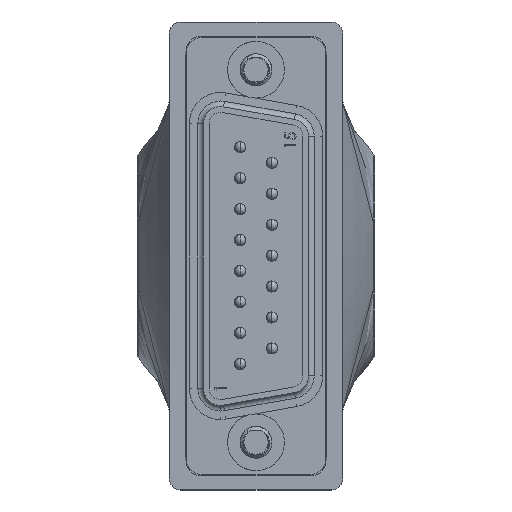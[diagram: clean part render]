
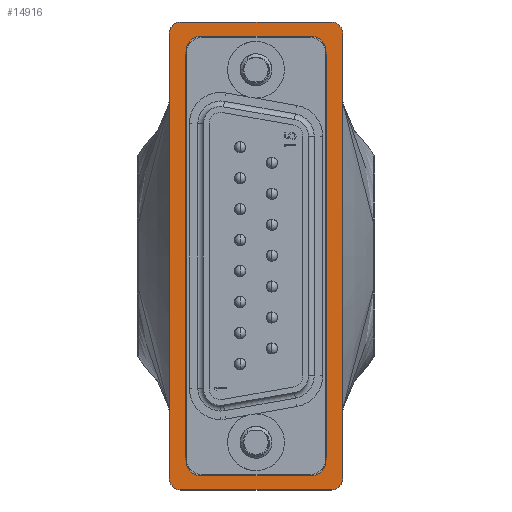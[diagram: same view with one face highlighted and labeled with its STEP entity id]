
A CAD part, left-side view. The second image highlights one B-rep face of the part: STEP entity #14916.
In plain terms, the highlighted face is planar.
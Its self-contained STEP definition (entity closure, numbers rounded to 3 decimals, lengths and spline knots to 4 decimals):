
#352 = LINE ( 'NONE', #428, #427 ) ;
#373 = CARTESIAN_POINT ( 'NONE',  ( 0.774, 0.195, 0. ) ) ;
#374 = LINE ( 'NONE', #373, #455 ) ;
#401 = DIRECTION ( 'NONE',  ( -1., 0., 0. ) ) ;
#402 = DIRECTION ( 'NONE',  ( 0., 0., 1. ) ) ;
#413 = CARTESIAN_POINT ( 'NONE',  ( 0.724, 0.195, 0. ) ) ;
#415 = AXIS2_PLACEMENT_3D ( 'NONE', #413, #402, #401 ) ;
#416 = FACE_BOUND ( 'NONE', #12949, .T. ) ;
#425 = CIRCLE ( 'NONE', #415, 0.05 ) ;
#426 = DIRECTION ( 'NONE',  ( -1., 0., 0. ) ) ;
#427 = VECTOR ( 'NONE', #426, 39.3701 ) ;
#428 = CARTESIAN_POINT ( 'NONE',  ( -0.724, 0.245, 0. ) ) ;
#441 = DIRECTION ( 'NONE',  ( -1., 0., 0. ) ) ;
#442 = DIRECTION ( 'NONE',  ( 0., 0., -1. ) ) ;
#443 = CARTESIAN_POINT ( 'NONE',  ( -0.824, 0.305, 0. ) ) ;
#450 = AXIS2_PLACEMENT_3D ( 'NONE', #443, #442, #441 ) ;
#454 = DIRECTION ( 'NONE',  ( 0., 1., 0. ) ) ;
#455 = VECTOR ( 'NONE', #454, 39.3701 ) ;
#457 = CARTESIAN_POINT ( 'NONE',  ( 0.724, -0.245, 0. ) ) ;
#458 = CARTESIAN_POINT ( 'NONE',  ( 0.774, 0.195, 0. ) ) ;
#460 = FACE_OUTER_BOUND ( 'NONE', #14659, .T. ) ;
#461 = PLANE ( 'NONE',  #450 ) ;
#499 = DIRECTION ( 'NONE',  ( -1., 0., 0. ) ) ;
#500 = DIRECTION ( 'NONE',  ( 0., 0., 1. ) ) ;
#501 = CARTESIAN_POINT ( 'NONE',  ( -0.724, -0.195, 0. ) ) ;
#504 = DIRECTION ( 'NONE',  ( 1., 0., 0. ) ) ;
#505 = CARTESIAN_POINT ( 'NONE',  ( -0.724, -0.245, 0. ) ) ;
#512 = AXIS2_PLACEMENT_3D ( 'NONE', #501, #500, #499 ) ;
#514 = LINE ( 'NONE', #505, #559 ) ;
#523 = CIRCLE ( 'NONE', #512, 0.05 ) ;
#550 = CARTESIAN_POINT ( 'NONE',  ( -0.724, -0.245, 0. ) ) ;
#555 = CARTESIAN_POINT ( 'NONE',  ( 0.784, 0.305, 0. ) ) ;
#556 = AXIS2_PLACEMENT_3D ( 'NONE', #581, #580, #579 ) ;
#557 = CARTESIAN_POINT ( 'NONE',  ( 0.824, -0.265, 0. ) ) ;
#559 = VECTOR ( 'NONE', #504, 39.3701 ) ;
#579 = DIRECTION ( 'NONE',  ( -1., 0., 0. ) ) ;
#580 = DIRECTION ( 'NONE',  ( 0., 0., 1. ) ) ;
#581 = CARTESIAN_POINT ( 'NONE',  ( 0.724, -0.195, 0. ) ) ;
#591 = CIRCLE ( 'NONE', #556, 0.05 ) ;
#708 = CARTESIAN_POINT ( 'NONE',  ( -0.724, 0.195, 0. ) ) ;
#713 = CIRCLE ( 'NONE', #769, 0.05 ) ;
#729 = DIRECTION ( 'NONE',  ( 0., 0., 1. ) ) ;
#768 = DIRECTION ( 'NONE',  ( 1., 0., 0. ) ) ;
#769 = AXIS2_PLACEMENT_3D ( 'NONE', #708, #729, #768 ) ;
#776 = CARTESIAN_POINT ( 'NONE',  ( 0.784, -0.265, 0. ) ) ;
#803 = CIRCLE ( 'NONE', #816, 0.04 ) ;
#813 = DIRECTION ( 'NONE',  ( -1., 0., 0. ) ) ;
#816 = AXIS2_PLACEMENT_3D ( 'NONE', #776, #831, #813 ) ;
#831 = DIRECTION ( 'NONE',  ( 0., 0., 1. ) ) ;
#972 = DIRECTION ( 'NONE',  ( -1., 0., 0. ) ) ;
#973 = DIRECTION ( 'NONE',  ( 0., 0., 1. ) ) ;
#974 = CARTESIAN_POINT ( 'NONE',  ( -0.784, -0.265, 0. ) ) ;
#975 = AXIS2_PLACEMENT_3D ( 'NONE', #974, #973, #972 ) ;
#976 = CIRCLE ( 'NONE', #975, 0.04 ) ;
#1012 = DIRECTION ( 'NONE',  ( 0., -1., 0. ) ) ;
#1013 = VECTOR ( 'NONE', #1012, 39.3701 ) ;
#1014 = CARTESIAN_POINT ( 'NONE',  ( -0.774, 0.195, 0. ) ) ;
#1016 = LINE ( 'NONE', #1014, #1013 ) ;
#1035 = CARTESIAN_POINT ( 'NONE',  ( -0.774, 0.195, 0. ) ) ;
#1040 = CARTESIAN_POINT ( 'NONE',  ( -0.774, -0.195, 0. ) ) ;
#1097 = DIRECTION ( 'NONE',  ( -1., 0., 0. ) ) ;
#1098 = DIRECTION ( 'NONE',  ( 0., 0., 1. ) ) ;
#1099 = CARTESIAN_POINT ( 'NONE',  ( -0.784, 0.265, 0. ) ) ;
#1100 = CARTESIAN_POINT ( 'NONE',  ( 0.784, 0.265, 0. ) ) ;
#1101 = CIRCLE ( 'NONE', #1160, 0.04 ) ;
#1102 = DIRECTION ( 'NONE',  ( 1., 0., 0. ) ) ;
#1103 = VECTOR ( 'NONE', #1102, 39.3701 ) ;
#1104 = CARTESIAN_POINT ( 'NONE',  ( -0.824, 0.305, 0. ) ) ;
#1105 = CIRCLE ( 'NONE', #1107, 0.04 ) ;
#1106 = LINE ( 'NONE', #1104, #1103 ) ;
#1107 = AXIS2_PLACEMENT_3D ( 'NONE', #1099, #1098, #1097 ) ;
#1158 = DIRECTION ( 'NONE',  ( -1., 0., 0. ) ) ;
#1159 = DIRECTION ( 'NONE',  ( 0., 0., 1. ) ) ;
#1160 = AXIS2_PLACEMENT_3D ( 'NONE', #1100, #1159, #1158 ) ;
#1211 = DIRECTION ( 'NONE',  ( 0., -1., 0. ) ) ;
#1212 = VECTOR ( 'NONE', #1211, 39.3701 ) ;
#1235 = CARTESIAN_POINT ( 'NONE',  ( 0.824, 0.305, 0. ) ) ;
#1236 = LINE ( 'NONE', #1235, #1212 ) ;
#12275 = ORIENTED_EDGE ( 'NONE', *, *, #15050, .F. ) ;
#12838 = VERTEX_POINT ( 'NONE', #22496 ) ;
#12894 = VERTEX_POINT ( 'NONE', #32748 ) ;
#12908 = VERTEX_POINT ( 'NONE', #32770 ) ;
#12949 = EDGE_LOOP ( 'NONE', ( #15060, #14280, #14300, #14944, #14915, #14451, #12275, #14639 ) ) ;
#12996 = VERTEX_POINT ( 'NONE', #32868 ) ;
#13916 = EDGE_CURVE ( 'NONE', #12908, #12894, #30725, .T. ) ;
#14041 = VERTEX_POINT ( 'NONE', #31041 ) ;
#14042 = VERTEX_POINT ( 'NONE', #31040 ) ;
#14051 = EDGE_CURVE ( 'NONE', #14042, #14287, #31113, .T. ) ;
#14280 = ORIENTED_EDGE ( 'NONE', *, *, #14891, .F. ) ;
#14287 = VERTEX_POINT ( 'NONE', #31535 ) ;
#14300 = ORIENTED_EDGE ( 'NONE', *, *, #14897, .F. ) ;
#14308 = VERTEX_POINT ( 'NONE', #31585 ) ;
#14451 = ORIENTED_EDGE ( 'NONE', *, *, #14940, .F. ) ;
#14456 = ORIENTED_EDGE ( 'NONE', *, *, #15129, .F. ) ;
#14466 = VERTEX_POINT ( 'NONE', #31575 ) ;
#14587 = ORIENTED_EDGE ( 'NONE', *, *, #14051, .T. ) ;
#14632 = ORIENTED_EDGE ( 'NONE', *, *, #15091, .T. ) ;
#14639 = ORIENTED_EDGE ( 'NONE', *, *, #14983, .F. ) ;
#14659 = EDGE_LOOP ( 'NONE', ( #14587, #15034, #15033, #15109, #14456, #15096, #14984, #14632 ) ) ;
#14882 = EDGE_CURVE ( 'NONE', #12996, #14041, #352, .T. ) ;
#14891 = EDGE_CURVE ( 'NONE', #14898, #12996, #425, .T. ) ;
#14897 = EDGE_CURVE ( 'NONE', #12838, #14898, #374, .T. ) ;
#14898 = VERTEX_POINT ( 'NONE', #458 ) ;
#14899 = VERTEX_POINT ( 'NONE', #457 ) ;
#14915 = ORIENTED_EDGE ( 'NONE', *, *, #14945, .F. ) ;
#14916 = ADVANCED_FACE ( 'NONE', ( #416, #460 ), #461, .F. ) ;
#14940 = EDGE_CURVE ( 'NONE', #15070, #14964, #523, .T. ) ;
#14944 = ORIENTED_EDGE ( 'NONE', *, *, #14965, .F. ) ;
#14945 = EDGE_CURVE ( 'NONE', #14964, #14899, #514, .T. ) ;
#14956 = VERTEX_POINT ( 'NONE', #557 ) ;
#14958 = VERTEX_POINT ( 'NONE', #555 ) ;
#14964 = VERTEX_POINT ( 'NONE', #550 ) ;
#14965 = EDGE_CURVE ( 'NONE', #14899, #12838, #591, .T. ) ;
#14983 = EDGE_CURVE ( 'NONE', #14041, #15038, #713, .T. ) ;
#14984 = ORIENTED_EDGE ( 'NONE', *, *, #15088, .F. ) ;
#15016 = EDGE_CURVE ( 'NONE', #12894, #14956, #803, .T. ) ;
#15033 = ORIENTED_EDGE ( 'NONE', *, *, #13916, .T. ) ;
#15034 = ORIENTED_EDGE ( 'NONE', *, *, #15037, .T. ) ;
#15037 = EDGE_CURVE ( 'NONE', #14287, #12908, #976, .T. ) ;
#15038 = VERTEX_POINT ( 'NONE', #1035 ) ;
#15050 = EDGE_CURVE ( 'NONE', #15038, #15070, #1016, .T. ) ;
#15060 = ORIENTED_EDGE ( 'NONE', *, *, #14882, .F. ) ;
#15070 = VERTEX_POINT ( 'NONE', #1040 ) ;
#15088 = EDGE_CURVE ( 'NONE', #14466, #14958, #1106, .T. ) ;
#15091 = EDGE_CURVE ( 'NONE', #14466, #14042, #1105, .T. ) ;
#15096 = ORIENTED_EDGE ( 'NONE', *, *, #15097, .T. ) ;
#15097 = EDGE_CURVE ( 'NONE', #14308, #14958, #1101, .T. ) ;
#15109 = ORIENTED_EDGE ( 'NONE', *, *, #15016, .T. ) ;
#15129 = EDGE_CURVE ( 'NONE', #14308, #14956, #1236, .T. ) ;
#22496 = CARTESIAN_POINT ( 'NONE',  ( 0.774, -0.195, 0. ) ) ;
#30696 = DIRECTION ( 'NONE',  ( 1., 0., 0. ) ) ;
#30697 = VECTOR ( 'NONE', #30696, 39.3701 ) ;
#30709 = CARTESIAN_POINT ( 'NONE',  ( -0.824, -0.305, 0. ) ) ;
#30725 = LINE ( 'NONE', #30709, #30697 ) ;
#31040 = CARTESIAN_POINT ( 'NONE',  ( -0.824, 0.265, 0. ) ) ;
#31041 = CARTESIAN_POINT ( 'NONE',  ( -0.724, 0.245, 0. ) ) ;
#31110 = DIRECTION ( 'NONE',  ( 0., -1., 0. ) ) ;
#31111 = VECTOR ( 'NONE', #31110, 39.3701 ) ;
#31112 = CARTESIAN_POINT ( 'NONE',  ( -0.824, 0.305, 0. ) ) ;
#31113 = LINE ( 'NONE', #31112, #31111 ) ;
#31535 = CARTESIAN_POINT ( 'NONE',  ( -0.824, -0.265, 0. ) ) ;
#31575 = CARTESIAN_POINT ( 'NONE',  ( -0.784, 0.305, 0. ) ) ;
#31585 = CARTESIAN_POINT ( 'NONE',  ( 0.824, 0.265, 0. ) ) ;
#32748 = CARTESIAN_POINT ( 'NONE',  ( 0.784, -0.305, 0. ) ) ;
#32770 = CARTESIAN_POINT ( 'NONE',  ( -0.784, -0.305, 0. ) ) ;
#32868 = CARTESIAN_POINT ( 'NONE',  ( 0.724, 0.245, 0. ) ) ;
